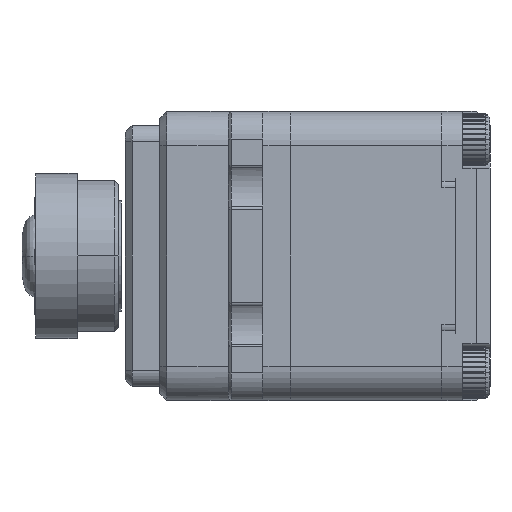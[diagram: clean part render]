
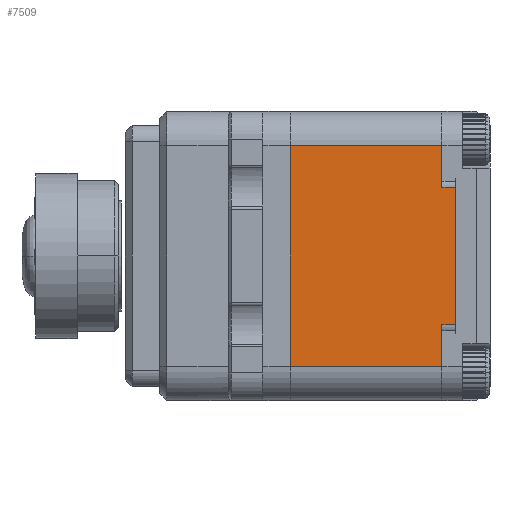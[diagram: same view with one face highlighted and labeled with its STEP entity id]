
A CAD part, left-side view. The second image highlights one B-rep face of the part: STEP entity #7509.
In plain terms, the highlighted planar face has unit normal (-1, 0, 0).
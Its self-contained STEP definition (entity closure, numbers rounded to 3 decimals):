
#5724=DIRECTION('',(0.,0.,-1.));
#5725=VECTOR('',#5724,16.);
#5726=CARTESIAN_POINT('',(-20.5,0.,8.));
#5727=LINE('',#5726,#5725);
#5802=DIRECTION('',(0.,-1.,0.));
#5803=VECTOR('',#5802,11.);
#5804=CARTESIAN_POINT('',(-20.5,0.,-8.));
#5805=LINE('',#5804,#5803);
#6507=DIRECTION('',(0.,1.,0.));
#6508=VECTOR('',#6507,1.);
#6509=CARTESIAN_POINT('',(-20.5,-12.,5.));
#6510=LINE('',#6509,#6508);
#6514=DIRECTION('',(0.,0.,-1.));
#6515=VECTOR('',#6514,3.);
#6516=CARTESIAN_POINT('',(-20.5,-11.,-5.));
#6517=LINE('',#6516,#6515);
#6521=DIRECTION('',(0.,0.,-1.));
#6522=VECTOR('',#6521,3.);
#6523=CARTESIAN_POINT('',(-20.5,-11.,8.));
#6524=LINE('',#6523,#6522);
#6528=DIRECTION('',(0.,0.,-1.));
#6529=VECTOR('',#6528,10.);
#6530=CARTESIAN_POINT('',(-20.5,-12.,5.));
#6531=LINE('',#6530,#6529);
#6542=DIRECTION('',(0.,-1.,0.));
#6543=VECTOR('',#6542,1.);
#6544=CARTESIAN_POINT('',(-20.5,-11.,-5.));
#6545=LINE('',#6544,#6543);
#6577=DIRECTION('',(0.,1.,0.));
#6578=VECTOR('',#6577,11.);
#6579=CARTESIAN_POINT('',(-20.5,-11.,8.));
#6580=LINE('',#6579,#6578);
#6735=CARTESIAN_POINT('',(-20.5,0.,-8.));
#6737=VERTEX_POINT('',#6735);
#6749=CARTESIAN_POINT('',(-20.5,0.,8.));
#6750=VERTEX_POINT('',#6749);
#6768=CARTESIAN_POINT('',(-20.5,-11.,-8.));
#6770=VERTEX_POINT('',#6768);
#6777=CARTESIAN_POINT('',(-20.5,-11.,-5.));
#6778=VERTEX_POINT('',#6777);
#6789=CARTESIAN_POINT('',(-20.5,-11.,5.));
#6790=VERTEX_POINT('',#6789);
#6791=CARTESIAN_POINT('',(-20.5,-11.,8.));
#6792=VERTEX_POINT('',#6791);
#6847=CARTESIAN_POINT('',(-20.5,-12.,-5.));
#6848=VERTEX_POINT('',#6847);
#6875=CARTESIAN_POINT('',(-20.5,-12.,5.));
#6876=VERTEX_POINT('',#6875);
#7492=CARTESIAN_POINT('',(-20.5,0.,-8.));
#7493=DIRECTION('',(-1.,0.,0.));
#7494=DIRECTION('',(0.,0.,1.));
#7495=AXIS2_PLACEMENT_3D('',#7492,#7493,#7494);
#7496=PLANE('',#7495);
#7498=ORIENTED_EDGE('',*,*,#7497,.F.);
#7499=ORIENTED_EDGE('',*,*,#7002,.T.);
#7500=ORIENTED_EDGE('',*,*,#6985,.F.);
#7501=ORIENTED_EDGE('',*,*,#6946,.F.);
#7503=ORIENTED_EDGE('',*,*,#7502,.F.);
#7504=ORIENTED_EDGE('',*,*,#7452,.T.);
#7505=ORIENTED_EDGE('',*,*,#7486,.F.);
#7506=ORIENTED_EDGE('',*,*,#7081,.T.);
#7507=EDGE_LOOP('',(#7498,#7499,#7500,#7501,#7503,#7504,#7505,#7506));
#7508=FACE_OUTER_BOUND('',#7507,.F.);
#7509=ADVANCED_FACE('',(#7508),#7496,.T.);
#6946=EDGE_CURVE('',#6750,#6737,#5727,.T.);
#6985=EDGE_CURVE('',#6737,#6770,#5805,.T.);
#7002=EDGE_CURVE('',#6778,#6770,#6517,.T.);
#7081=EDGE_CURVE('',#6876,#6848,#6531,.T.);
#7452=EDGE_CURVE('',#6792,#6790,#6524,.T.);
#7486=EDGE_CURVE('',#6876,#6790,#6510,.T.);
#7497=EDGE_CURVE('',#6778,#6848,#6545,.T.);
#7502=EDGE_CURVE('',#6792,#6750,#6580,.T.);
